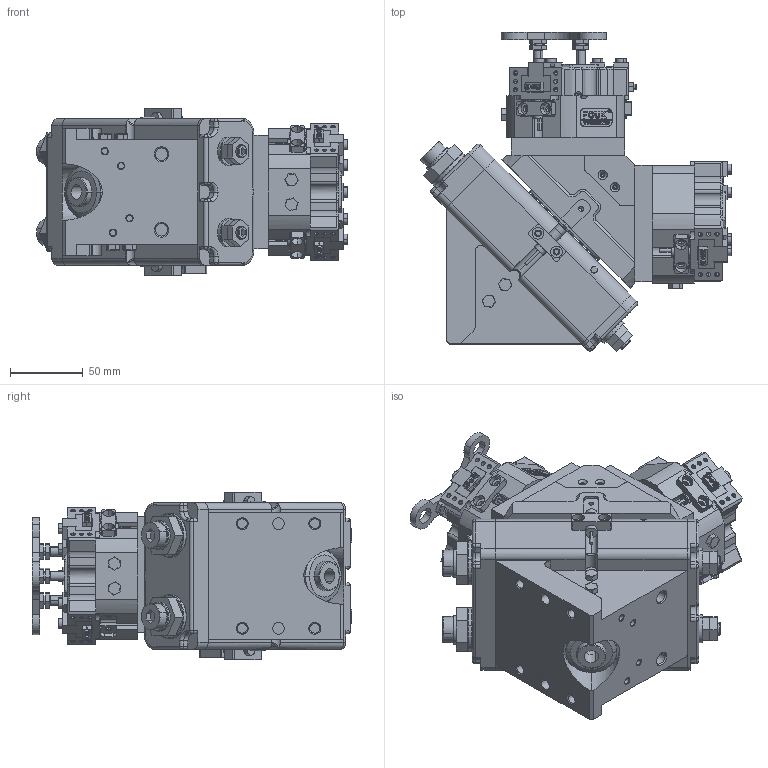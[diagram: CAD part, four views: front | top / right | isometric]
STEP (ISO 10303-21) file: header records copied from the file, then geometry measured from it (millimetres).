
FILE_DESCRIPTION (( 'STEP AP203' ), '1' );
FILE_NAME ('TG32-TZ55-94-180¡ã.STEP', '2024-12-20T09:16:34', ( 'USER-' ), ( 'Microsoft' ), 'SwSTEP 2.0', 'SolidWorks 2018', '' );
FILE_SCHEMA (( 'CONFIG_CONTROL_DESIGN' ));
Length unit declared in the file: millimetre
Products named in the file (56): TZ55-94-C28杅耀.sldasm-Part-4; TG32.sldasm-Part-72; TZ55-94-C28杅耀.sldasm-Part-23; TG32-M-02 眻褒輸; TG32.sldasm-Part-62; 8-18換覜ん; TZ55-94-C28杅耀.sldasm-Part-1; TG32.sldasm-Part-80; TZ55-94-C28杅耀.sldasm-Part-2; TZ55-94-C28杅耀.sldasm-Part-15; TZ55-94-C28杅耀.sldasm-Part-24; TZ55-94-C28杅耀.sldasm-Part-7; TG32.sldasm-Part-82; 25x12-R3; TZ55-94-杅耀; 茞癹弇蹟譫; 茞癹弇蹟恇裝; TZ55-94-C28杅耀.sldasm-Part-17; TZ55-94-C28杅耀.sldasm-Part-27; TG32.sldasm-Part-84; TG32.sldasm-Part-63; TZ55-94-C28杅耀; TG32.sldasm-Part-77; TG32.sldasm-Part-71; TG32.sldasm-Part-70; TG32.sldasm-Part-61; TG32.sldasm-Part-83; TG32.sldasm-Part-92; TZ55-94-C28杅耀.sldasm-Part-16; 蟀諉啣9; TG32.sldasm-Part-59; TG32; 揤輸杅耀.sldasm-Part-9; TG32.sldasm-Part-60; TZ55-94-C28杅耀.sldasm-Part-25; TG32.sldasm-Part-69; TG32-M-12茞癹弇傷裔; TZ55-94-C28杅耀.sldasm-Part-22; 揤輸蚾饜极; TZ55-94-C28杅耀.sldasm-Part-10 ...
Assembly tree (92 placements, depth 4):
  TG32-TZ55-94-180°
    TG32
      TG32.sldasm-Part-59  x2
      TG32.sldasm-Part-60
      TG32.sldasm-Part-61
      TG32.sldasm-Part-62
      TG32.sldasm-Part-63
      TG32.sldasm-Part-68
      TG32.sldasm-Part-69
      TG32.sldasm-Part-70
      TG32.sldasm-Part-71
      TG32.sldasm-Part-72
      TG32.sldasm-Part-76
      TG32.sldasm-Part-77
      TG32.sldasm-Part-80
      TG32.sldasm-Part-82
      TG32.sldasm-Part-83
      TG32.sldasm-Part-84
      TG32.sldasm-Part-86
      TG32.sldasm-Part-90
      TG32.sldasm-Part-92
      TG32-M-05 遣喳傷裔
      TG32-M-12茞癹弇傷裔
      TG32-M-02 眻褒輸
      茞癹弇傷裔菜え  x2
      茞癹弇蹟恇裝  x2
      茞癹弇蹟譫  x4
      25x12-R3
    蟀諉啣9  x2
    TZ55-94-C28杅耀
      TZ55-94-C28杅耀.sldasm-Part-1
      TZ55-94-C28杅耀.sldasm-Part-2
      TZ55-94-C28杅耀.sldasm-Part-4
      TZ55-94-C28杅耀.sldasm-Part-7  x2
      TZ55-94-C28杅耀.sldasm-Part-10
      TZ55-94-C28杅耀.sldasm-Part-12
      TZ55-94-C28杅耀.sldasm-Part-15
      TZ55-94-C28杅耀.sldasm-Part-16
      TZ55-94-C28杅耀.sldasm-Part-17
      TZ55-94-C28杅耀.sldasm-Part-19  x3
      TZ55-94-C28杅耀.sldasm-Part-20
      TZ55-94-C28杅耀.sldasm-Part-21
      TZ55-94-C28杅耀.sldasm-Part-22
      TZ55-94-C28杅耀.sldasm-Part-23
      TZ55-94-C28杅耀.sldasm-Part-24
      TZ55-94-C28杅耀.sldasm-Part-25
      TZ55-94-C28杅耀.sldasm-Part-26
      TZ55-94-C28杅耀.sldasm-Part-27
      TZ55-94-C28杅耀.sldasm-Part-28
      TZ55-94-C28杅耀.sldasm-Part-29
      8-18換覜ん  x2
      揤輸蚾饜极  x3
        揤輸杅耀.sldasm-Part-9
        埴翐芛_GB_FASTENER_SCREWS_HSHCS M2X8-N
      25x12-R3
    TZ55-94-杅耀
      TZ55-94-C28杅耀.sldasm-Part-1
      TZ55-94-C28杅耀.sldasm-Part-2
      TZ55-94-C28杅耀.sldasm-Part-4
      TZ55-94-C28杅耀.sldasm-Part-10
Bounding box: 213.95 x 219.63 x 115 mm (x, y, z)
Volume: 2139783.8 mm3; surface area: 359223.2 mm2
Topology: 98 solids, 191 shells, 4836 faces, 12021 edges, 7651 vertices
Faces by surface type: plane 2288, cylinder 1252, cone 768, bspline 467, torus 51, sphere 10
Entity records: 82144 total; most frequent: CARTESIAN_POINT 19256, DIRECTION 11780, ORIENTED_EDGE 11346, EDGE_CURVE 5673, AXIS2_PLACEMENT_3D 4216, VERTEX_POINT 3678, LINE 3348, VECTOR 3348
